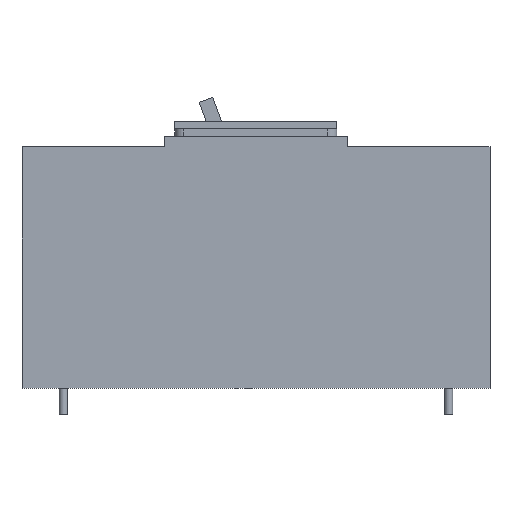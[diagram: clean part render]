
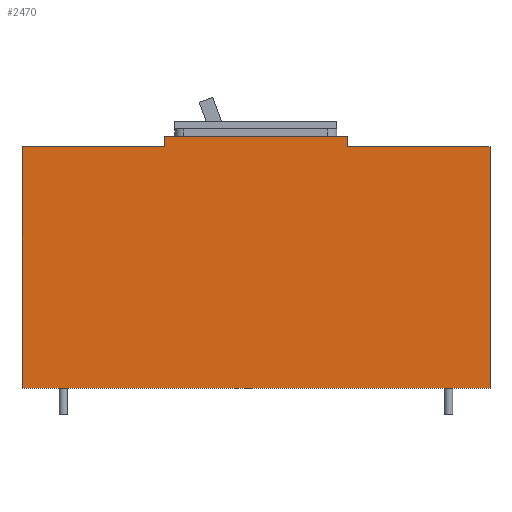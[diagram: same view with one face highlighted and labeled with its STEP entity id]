
A CAD part, left-side view. The second image highlights one B-rep face of the part: STEP entity #2470.
In plain terms, the highlighted planar face has unit normal (-1, 0, 0).
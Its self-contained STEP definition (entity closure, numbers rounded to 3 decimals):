
#1760=CARTESIAN_POINT('',(-70.,80.393,0.));
#1770=DIRECTION('',(1.,-0.,0.));
#1780=DIRECTION('',(0.,0.,-1.));
#1790=AXIS2_PLACEMENT_3D('',#1760,#1770,#1780);
#1800=PLANE('',#1790);
#1810=CARTESIAN_POINT('',(-70.,-51.,0.));
#1820=DIRECTION('',(0.,0.,-1.));
#1830=VECTOR('',#1820,1.);
#1840=LINE('',#1810,#1830);
#1850=CARTESIAN_POINT('',(-70.,-51.,-106.259));
#1860=VERTEX_POINT('',#1850);
#1870=CARTESIAN_POINT('',(-70.,-51.,-112.259));
#1880=VERTEX_POINT('',#1870);
#1890=EDGE_CURVE('',#1860,#1880,#1840,.T.);
#1900=ORIENTED_EDGE('',*,*,#1890,.F.);
#1910=CARTESIAN_POINT('',(-70.,0.,-112.259));
#1920=DIRECTION('',(0.,1.,0.));
#1930=VECTOR('',#1920,1.);
#1940=LINE('',#1910,#1930);
#1950=CARTESIAN_POINT('',(-70.,-130.,-112.259));
#1960=VERTEX_POINT('',#1950);
#1970=EDGE_CURVE('',#1960,#1880,#1940,.T.);
#1980=ORIENTED_EDGE('',*,*,#1970,.T.);
#1990=CARTESIAN_POINT('',(-70.,-130.,0.));
#2000=DIRECTION('',(0.,0.,1.));
#2010=VECTOR('',#2000,1.);
#2020=LINE('',#1990,#2010);
#2030=CARTESIAN_POINT('',(-70.,-130.,-246.259));
#2040=VERTEX_POINT('',#2030);
#2050=EDGE_CURVE('',#2040,#1960,#2020,.T.);
#2060=ORIENTED_EDGE('',*,*,#2050,.T.);
#2070=CARTESIAN_POINT('',(-70.,0.,-246.259));
#2080=DIRECTION('',(0.,1.,0.));
#2090=VECTOR('',#2080,1.);
#2100=LINE('',#2070,#2090);
#2110=CARTESIAN_POINT('',(-70.,130.,-246.259));
#2120=VERTEX_POINT('',#2110);
#2130=EDGE_CURVE('',#2040,#2120,#2100,.T.);
#2140=ORIENTED_EDGE('',*,*,#2130,.F.);
#2150=CARTESIAN_POINT('',(-70.,130.,0.));
#2160=DIRECTION('',(0.,0.,1.));
#2170=VECTOR('',#2160,1.);
#2180=LINE('',#2150,#2170);
#2190=CARTESIAN_POINT('',(-70.,130.,-112.259));
#2200=VERTEX_POINT('',#2190);
#2210=EDGE_CURVE('',#2120,#2200,#2180,.T.);
#2220=ORIENTED_EDGE('',*,*,#2210,.F.);
#2230=CARTESIAN_POINT('',(-70.,0.,-112.259));
#2240=DIRECTION('',(0.,1.,0.));
#2250=VECTOR('',#2240,1.);
#2260=LINE('',#2230,#2250);
#2270=CARTESIAN_POINT('',(-70.,51.,-112.259));
#2280=VERTEX_POINT('',#2270);
#2290=EDGE_CURVE('',#2280,#2200,#2260,.T.);
#2300=ORIENTED_EDGE('',*,*,#2290,.T.);
#2310=CARTESIAN_POINT('',(-70.,51.,0.));
#2320=DIRECTION('',(0.,0.,1.));
#2330=VECTOR('',#2320,1.);
#2340=LINE('',#2310,#2330);
#2350=CARTESIAN_POINT('',(-70.,51.,-106.259));
#2360=VERTEX_POINT('',#2350);
#2370=EDGE_CURVE('',#2280,#2360,#2340,.T.);
#2380=ORIENTED_EDGE('',*,*,#2370,.F.);
#2390=CARTESIAN_POINT('',(-70.,0.,-106.259));
#2400=DIRECTION('',(0.,-1.,0.));
#2410=VECTOR('',#2400,1.);
#2420=LINE('',#2390,#2410);
#2430=EDGE_CURVE('',#2360,#1860,#2420,.T.);
#2440=ORIENTED_EDGE('',*,*,#2430,.F.);
#2450=EDGE_LOOP('',(#2440,#2380,#2300,#2220,#2140,#2060,#1980,#1900));
#2460=FACE_OUTER_BOUND('',#2450,.T.);
#2470=ADVANCED_FACE('',(#2460),#1800,.F.);
